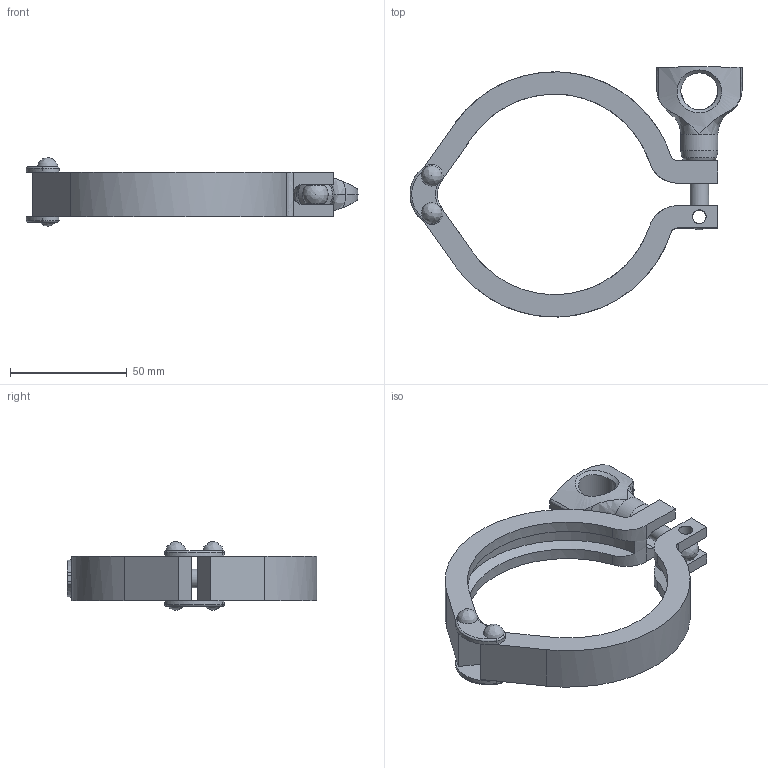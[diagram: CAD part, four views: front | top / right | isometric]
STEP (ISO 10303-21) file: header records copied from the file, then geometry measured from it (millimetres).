
FILE_DESCRIPTION((''),'2;1');
FILE_NAME('9630212198_DN65.stp', '2005-05-10T09:42:28',('User'),('SDRC'),'I-DEAS Master Series 9','UNIX', 'Yes');
FILE_SCHEMA(('CONFIG_CONTROL_DESIGN'));
Length unit declared in the file: millimetre
Bounding box: 141.99 x 106.92 x 29.45 mm (x, y, z)
Volume: 60290.5 mm3; surface area: 27696.4 mm2
Topology: 3 solids, 3 shells, 119 faces, 305 edges, 192 vertices
Faces by surface type: bspline 119
Entity records: 4755 total; most frequent: CARTESIAN_POINT 2958, ORIENTED_EDGE 596, EDGE_CURVE 298, VERTEX_POINT 192, EDGE_LOOP 142, FACE_OUTER_BOUND 119, ADVANCED_FACE 119, B_SPLINE_CURVE_WITH_KNOTS 114
